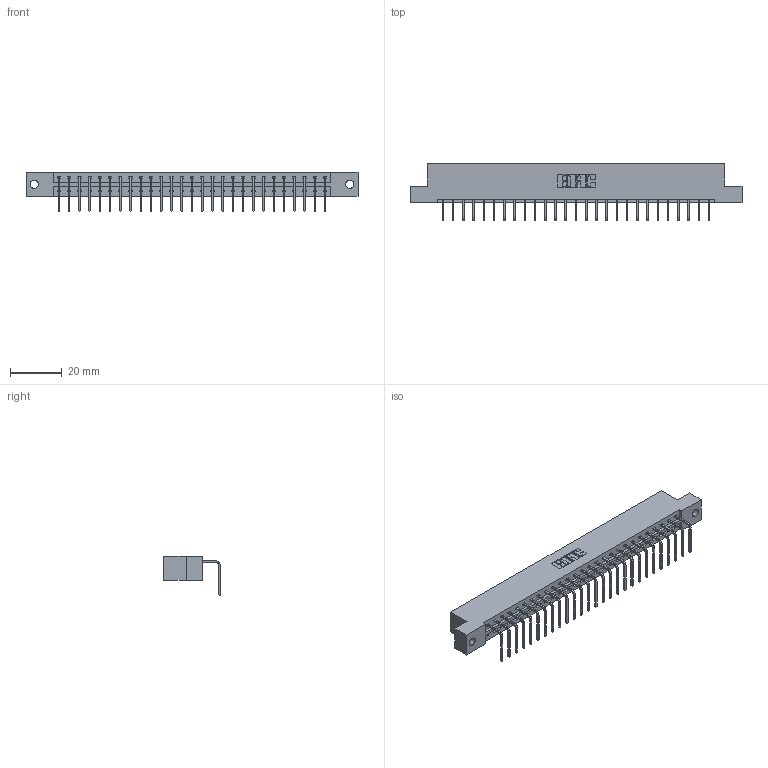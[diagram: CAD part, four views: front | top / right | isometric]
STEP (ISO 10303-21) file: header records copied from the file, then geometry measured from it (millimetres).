
FILE_DESCRIPTION (( 'STEP AP203' ), '1' );
FILE_NAME ('833-027-558-102.STEP', '2020-06-02T07:07:39', ( '' ), ( '' ), 'SwSTEP 2.0', 'SolidWorks 2020', '' );
FILE_SCHEMA (( 'CONFIG_CONTROL_DESIGN' ));
Length unit declared in the file: inch
Products named in the file (3): 833-027-558-102; 345-292-001_558 Tail - 2; 833 Part_Flush - .128 Dia
Assembly tree (28 placements, depth 2):
  833-027-558-102
    833 Part_Flush - .128 Dia
    345-292-001_558 Tail - 2  x27
Bounding box: 128.52 x 22.17 x 15.37 mm (x, y, z)
Volume: 12857.4 mm3; surface area: 14092.7 mm2
Topology: 28 solids, 28 shells, 1734 faces, 5225 edges, 3446 vertices
Faces by surface type: plane 1258, cylinder 476
Entity records: 18533 total; most frequent: CARTESIAN_POINT 3207, ORIENTED_EDGE 3170, DIRECTION 2735, EDGE_CURVE 1585, LINE 1457, VECTOR 1457, VERTEX_POINT 1054, AXIS2_PLACEMENT_3D 639
